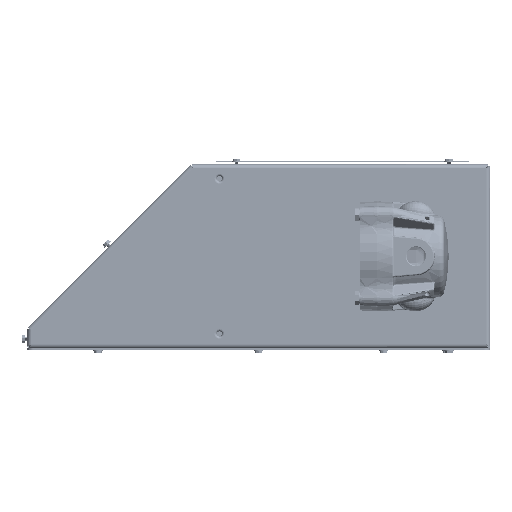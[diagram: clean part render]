
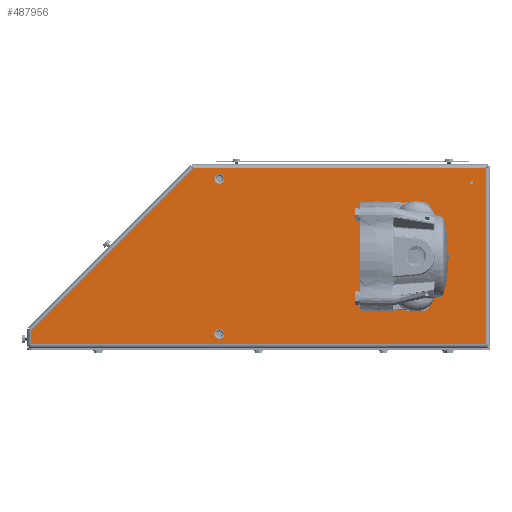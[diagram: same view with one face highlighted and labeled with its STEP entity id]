
A CAD part, left-side view. The second image highlights one B-rep face of the part: STEP entity #487956.
In plain terms, the highlighted planar face has unit normal (-1, 0, 0).
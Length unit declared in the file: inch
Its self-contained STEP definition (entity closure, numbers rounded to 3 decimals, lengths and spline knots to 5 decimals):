
#19933 = CIRCLE ( 'NONE', #447556, 0.21625 ) ;
#24385 = CIRCLE ( 'NONE', #336445, 0.075 ) ;
#31527 = EDGE_CURVE ( 'NONE', #437512, #382730, #209248, .T. ) ;
#31703 = CARTESIAN_POINT ( 'NONE',  ( -24.7255, 1.71115, -3.63637 ) ) ;
#33535 = DIRECTION ( 'NONE',  ( 1., 0., 0. ) ) ;
#34694 = DIRECTION ( 'NONE',  ( 0., 0.707, -0.707 ) ) ;
#36012 = CARTESIAN_POINT ( 'NONE',  ( -24.7255, 9.8906, 97.48288 ) ) ;
#37291 = DIRECTION ( 'NONE',  ( 0., 0., -1. ) ) ;
#38262 = ORIENTED_EDGE ( 'NONE', *, *, #443880, .T. ) ;
#39941 = CARTESIAN_POINT ( 'NONE',  ( -24.7255, 1.71115, -3.42012 ) ) ;
#46172 = CIRCLE ( 'NONE', #197583, 0.075 ) ;
#54433 = ORIENTED_EDGE ( 'NONE', *, *, #493251, .T. ) ;
#56203 = ORIENTED_EDGE ( 'NONE', *, *, #255086, .T. ) ;
#59923 = VERTEX_POINT ( 'NONE', #329792 ) ;
#60501 = VERTEX_POINT ( 'NONE', #102493 ) ;
#70252 = EDGE_LOOP ( 'NONE', ( #351770, #470491 ) ) ;
#75349 = AXIS2_PLACEMENT_3D ( 'NONE', #313503, #544627, #455525 ) ;
#76864 = CARTESIAN_POINT ( 'NONE',  ( -24.7255, -6.8153, -0.85762 ) ) ;
#83293 = ORIENTED_EDGE ( 'NONE', *, *, #141077, .T. ) ;
#85290 = CARTESIAN_POINT ( 'NONE',  ( -24.7255, -9.2656, 3.15518 ) ) ;
#89238 = DIRECTION ( 'NONE',  ( -1., 0., 0. ) ) ;
#91104 = EDGE_CURVE ( 'NONE', #257836, #59923, #530245, .T. ) ;
#94710 = CARTESIAN_POINT ( 'NONE',  ( -24.7255, -9.2656, 3.15518 ) ) ;
#98262 = VERTEX_POINT ( 'NONE', #371536 ) ;
#102493 = CARTESIAN_POINT ( 'NONE',  ( -24.7255, 9.8906, -3.24248 ) ) ;
#105837 = CARTESIAN_POINT ( 'NONE',  ( -24.7255, -6.8153, -1.54512 ) ) ;
#108379 = VERTEX_POINT ( 'NONE', #237080 ) ;
#109108 = DIRECTION ( 'NONE',  ( 0., 0., -1. ) ) ;
#112347 = VECTOR ( 'NONE', #34694, 39.37008 ) ;
#113443 = CIRCLE ( 'NONE', #363108, 0.6875 ) ;
#117306 = PLANE ( 'NONE',  #252024 ) ;
#120238 = VERTEX_POINT ( 'NONE', #280294 ) ;
#122789 = FACE_BOUND ( 'NONE', #437904, .T. ) ;
#134089 = DIRECTION ( 'NONE',  ( 1., 0., 0. ) ) ;
#138048 = ORIENTED_EDGE ( 'NONE', *, *, #193128, .T. ) ;
#139771 = EDGE_CURVE ( 'NONE', #60501, #98262, #502120, .T. ) ;
#141077 = EDGE_CURVE ( 'NONE', #382730, #437512, #113443, .T. ) ;
#141508 = ORIENTED_EDGE ( 'NONE', *, *, #164437, .T. ) ;
#142198 = CARTESIAN_POINT ( 'NONE',  ( -24.7255, 110.7183, -3.87042 ) ) ;
#159074 = FACE_BOUND ( 'NONE', #244378, .T. ) ;
#160261 = LINE ( 'NONE', #369970, #112347 ) ;
#162096 = ORIENTED_EDGE ( 'NONE', *, *, #495049, .T. ) ;
#164437 = EDGE_CURVE ( 'NONE', #435699, #401186, #485204, .T. ) ;
#166166 = DIRECTION ( 'NONE',  ( -1., 0., 0. ) ) ;
#167341 = AXIS2_PLACEMENT_3D ( 'NONE', #419722, #257946, #37291 ) ;
#171737 = CARTESIAN_POINT ( 'NONE',  ( -24.7255, -9.8906, 3.78018 ) ) ;
#171837 = VECTOR ( 'NONE', #290065, 39.37008 ) ;
#172635 = DIRECTION ( 'NONE',  ( 0., 0., -1. ) ) ;
#176609 = DIRECTION ( 'NONE',  ( 0., 0., -1. ) ) ;
#178592 = DIRECTION ( 'NONE',  ( 0., -1., 0. ) ) ;
#181480 = VERTEX_POINT ( 'NONE', #171737 ) ;
#182405 = AXIS2_PLACEMENT_3D ( 'NONE', #504955, #337604, #172635 ) ;
#189615 = EDGE_LOOP ( 'NONE', ( #503953, #56203, #38262, #54433, #275361 ) ) ;
#193128 = EDGE_CURVE ( 'NONE', #120238, #390457, #277960, .T. ) ;
#197583 = AXIS2_PLACEMENT_3D ( 'NONE', #94710, #89238, #552549 ) ;
#199226 = CARTESIAN_POINT ( 'NONE',  ( -24.7255, -6.8153, 0.76738 ) ) ;
#201747 = EDGE_CURVE ( 'NONE', #401186, #435699, #494511, .T. ) ;
#207045 = CARTESIAN_POINT ( 'NONE',  ( -24.7255, -9.8906, -104.69812 ) ) ;
#207593 = DIRECTION ( 'NONE',  ( 1., 0., 0. ) ) ;
#209248 = CIRCLE ( 'NONE', #378675, 0.6875 ) ;
#221198 = EDGE_CURVE ( 'NONE', #386799, #438010, #46172, .T. ) ;
#223490 = DIRECTION ( 'NONE',  ( 0., 0., -1. ) ) ;
#223797 = ORIENTED_EDGE ( 'NONE', *, *, #31527, .T. ) ;
#237080 = CARTESIAN_POINT ( 'NONE',  ( -24.7255, -9.8906, -3.87042 ) ) ;
#244378 = EDGE_LOOP ( 'NONE', ( #359285, #525684 ) ) ;
#246546 = CARTESIAN_POINT ( 'NONE',  ( -24.7255, -110.7183, 3.78018 ) ) ;
#247533 = CARTESIAN_POINT ( 'NONE',  ( -24.7255, -9.2656, 3.23018 ) ) ;
#251385 = FACE_OUTER_BOUND ( 'NONE', #189615, .T. ) ;
#252024 = AXIS2_PLACEMENT_3D ( 'NONE', #432486, #471615, #346218 ) ;
#254779 = LINE ( 'NONE', #246546, #508807 ) ;
#255086 = EDGE_CURVE ( 'NONE', #98262, #108379, #301592, .T. ) ;
#257836 = VERTEX_POINT ( 'NONE', #199226 ) ;
#257946 = DIRECTION ( 'NONE',  ( 1., 0., 0. ) ) ;
#259865 = CARTESIAN_POINT ( 'NONE',  ( -24.7255, 1.70993, 3.32988 ) ) ;
#275361 = ORIENTED_EDGE ( 'NONE', *, *, #534363, .T. ) ;
#277960 = CIRCLE ( 'NONE', #349396, 0.21625 ) ;
#278304 = DIRECTION ( 'NONE',  ( 1., 0., 0. ) ) ;
#280294 = CARTESIAN_POINT ( 'NONE',  ( -24.7255, 1.70993, 3.11363 ) ) ;
#289639 = CARTESIAN_POINT ( 'NONE',  ( -24.7255, 1.71115, -3.20387 ) ) ;
#290065 = DIRECTION ( 'NONE',  ( 0., 0., -1. ) ) ;
#291003 = DIRECTION ( 'NONE',  ( 0., 1., 0. ) ) ;
#291709 = CARTESIAN_POINT ( 'NONE',  ( -24.7255, 1.70993, 3.54613 ) ) ;
#293132 = FACE_BOUND ( 'NONE', #70252, .T. ) ;
#298872 = EDGE_CURVE ( 'NONE', #59923, #257836, #479108, .T. ) ;
#301592 = LINE ( 'NONE', #142198, #423596 ) ;
#313503 = CARTESIAN_POINT ( 'NONE',  ( -24.7255, 1.71115, -3.42012 ) ) ;
#329792 = CARTESIAN_POINT ( 'NONE',  ( -24.7255, -6.8153, 2.14238 ) ) ;
#334820 = CARTESIAN_POINT ( 'NONE',  ( -24.7255, -9.2656, 3.08018 ) ) ;
#336445 = AXIS2_PLACEMENT_3D ( 'NONE', #85290, #166166, #425859 ) ;
#337604 = DIRECTION ( 'NONE',  ( 1., 0., 0. ) ) ;
#340866 = CARTESIAN_POINT ( 'NONE',  ( -24.7255, 1.70993, 3.32988 ) ) ;
#346218 = DIRECTION ( 'NONE',  ( 0., 0., -1. ) ) ;
#349396 = AXIS2_PLACEMENT_3D ( 'NONE', #259865, #278304, #429949 ) ;
#351770 = ORIENTED_EDGE ( 'NONE', *, *, #91104, .T. ) ;
#358929 = VECTOR ( 'NONE', #476827, 39.37008 ) ;
#359285 = ORIENTED_EDGE ( 'NONE', *, *, #221198, .F. ) ;
#363108 = AXIS2_PLACEMENT_3D ( 'NONE', #105837, #485530, #401920 ) ;
#365091 = CARTESIAN_POINT ( 'NONE',  ( -24.7255, -6.8153, -2.23262 ) ) ;
#366486 = CARTESIAN_POINT ( 'NONE',  ( -24.7255, 2.86794, 3.78018 ) ) ;
#369970 = CARTESIAN_POINT ( 'NONE',  ( -24.7255, -68.35565, 75.00377 ) ) ;
#371536 = CARTESIAN_POINT ( 'NONE',  ( -24.7255, 9.8906, -3.87042 ) ) ;
#378675 = AXIS2_PLACEMENT_3D ( 'NONE', #457913, #33535, #109108 ) ;
#382730 = VERTEX_POINT ( 'NONE', #76864 ) ;
#386799 = VERTEX_POINT ( 'NONE', #247533 ) ;
#390457 = VERTEX_POINT ( 'NONE', #291709 ) ;
#395003 = EDGE_LOOP ( 'NONE', ( #223797, #83293 ) ) ;
#401186 = VERTEX_POINT ( 'NONE', #289639 ) ;
#401920 = DIRECTION ( 'NONE',  ( 0., 0., -1. ) ) ;
#419722 = CARTESIAN_POINT ( 'NONE',  ( -24.7255, -6.8153, 1.45488 ) ) ;
#423596 = VECTOR ( 'NONE', #178592, 39.37008 ) ;
#425859 = DIRECTION ( 'NONE',  ( 0., 0., 1. ) ) ;
#429949 = DIRECTION ( 'NONE',  ( 0., 0., -1. ) ) ;
#432486 = CARTESIAN_POINT ( 'NONE',  ( -24.7255, 0., 0. ) ) ;
#435699 = VERTEX_POINT ( 'NONE', #31703 ) ;
#437512 = VERTEX_POINT ( 'NONE', #365091 ) ;
#437904 = EDGE_LOOP ( 'NONE', ( #138048, #162096 ) ) ;
#438010 = VERTEX_POINT ( 'NONE', #334820 ) ;
#443880 = EDGE_CURVE ( 'NONE', #108379, #181480, #508290, .T. ) ;
#447556 = AXIS2_PLACEMENT_3D ( 'NONE', #340866, #134089, #223490 ) ;
#455525 = DIRECTION ( 'NONE',  ( 0., 0., -1. ) ) ;
#455638 = EDGE_CURVE ( 'NONE', #438010, #386799, #24385, .T. ) ;
#457886 = FACE_BOUND ( 'NONE', #395003, .T. ) ;
#457913 = CARTESIAN_POINT ( 'NONE',  ( -24.7255, -6.8153, -1.54512 ) ) ;
#470491 = ORIENTED_EDGE ( 'NONE', *, *, #298872, .T. ) ;
#471615 = DIRECTION ( 'NONE',  ( 1., 0., 0. ) ) ;
#476827 = DIRECTION ( 'NONE',  ( 0., 0., 1. ) ) ;
#479108 = CIRCLE ( 'NONE', #167341, 0.6875 ) ;
#484881 = EDGE_LOOP ( 'NONE', ( #141508, #496636 ) ) ;
#485204 = CIRCLE ( 'NONE', #547241, 0.21625 ) ;
#485530 = DIRECTION ( 'NONE',  ( 1., 0., 0. ) ) ;
#487956 = ADVANCED_FACE ( 'NONE', ( #159074, #122789, #499674, #293132, #457886, #251385 ), #117306, .F. ) ;
#493251 = EDGE_CURVE ( 'NONE', #181480, #521619, #254779, .T. ) ;
#494511 = CIRCLE ( 'NONE', #75349, 0.21625 ) ;
#495049 = EDGE_CURVE ( 'NONE', #390457, #120238, #19933, .T. ) ;
#496636 = ORIENTED_EDGE ( 'NONE', *, *, #201747, .T. ) ;
#499674 = FACE_BOUND ( 'NONE', #484881, .T. ) ;
#502120 = LINE ( 'NONE', #36012, #171837 ) ;
#503953 = ORIENTED_EDGE ( 'NONE', *, *, #139771, .T. ) ;
#504955 = CARTESIAN_POINT ( 'NONE',  ( -24.7255, -6.8153, 1.45488 ) ) ;
#508290 = LINE ( 'NONE', #207045, #358929 ) ;
#508807 = VECTOR ( 'NONE', #291003, 39.37008 ) ;
#521619 = VERTEX_POINT ( 'NONE', #366486 ) ;
#525684 = ORIENTED_EDGE ( 'NONE', *, *, #455638, .F. ) ;
#530245 = CIRCLE ( 'NONE', #182405, 0.6875 ) ;
#534363 = EDGE_CURVE ( 'NONE', #521619, #60501, #160261, .T. ) ;
#544627 = DIRECTION ( 'NONE',  ( 1., 0., 0. ) ) ;
#547241 = AXIS2_PLACEMENT_3D ( 'NONE', #39941, #207593, #176609 ) ;
#552549 = DIRECTION ( 'NONE',  ( 0., 0., 1. ) ) ;
